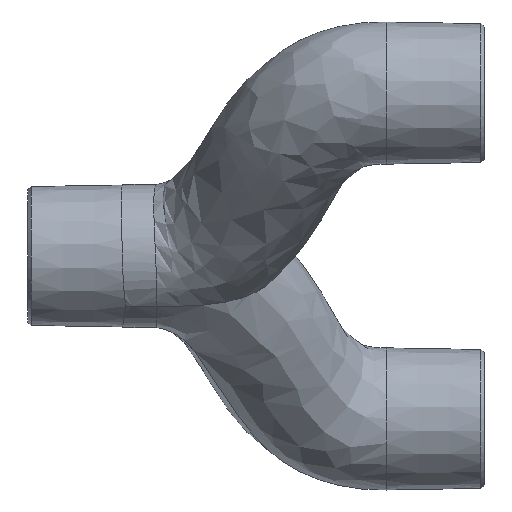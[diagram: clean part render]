
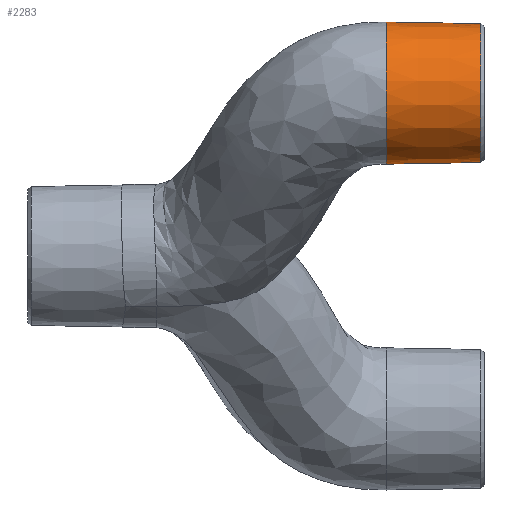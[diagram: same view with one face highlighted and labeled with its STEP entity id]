
A CAD part, left-side view. The second image highlights one B-rep face of the part: STEP entity #2283.
In plain terms, the highlighted conical face has half-angle 1 degrees and reference radius 10.905 mm.
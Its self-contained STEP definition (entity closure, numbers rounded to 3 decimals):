
#1208 = CARTESIAN_POINT ( 'NONE',  ( -25., 0., 35.905 ) ) ;
#1356 = CARTESIAN_POINT ( 'NONE',  ( -25., 0., 25. ) ) ;
#2090 = DIRECTION ( 'NONE',  ( 0., 1., 0. ) ) ;
#2283 = ADVANCED_FACE ( 'NONE', ( #22576 ), #13544, .T. ) ;
#2361 = CARTESIAN_POINT ( 'NONE',  ( -25., -14.5, 14.348 ) ) ;
#2648 = AXIS2_PLACEMENT_3D ( 'NONE', #29726, #30028, #27858 ) ;
#2795 = VERTEX_POINT ( 'NONE', #1208 ) ;
#4571 = DIRECTION ( 'NONE',  ( 0., 0., 1. ) ) ;
#6435 = CIRCLE ( 'NONE', #10409, 10.652 ) ;
#7222 = EDGE_CURVE ( 'NONE', #26633, #2795, #20036, .T. ) ;
#7440 = VERTEX_POINT ( 'NONE', #2361 ) ;
#8076 = CARTESIAN_POINT ( 'NONE',  ( -25., 0., 14.095 ) ) ;
#8733 = ORIENTED_EDGE ( 'NONE', *, *, #7222, .T. ) ;
#9454 = ORIENTED_EDGE ( 'NONE', *, *, #29718, .F. ) ;
#10409 = AXIS2_PLACEMENT_3D ( 'NONE', #13861, #2090, #4571 ) ;
#11866 = VECTOR ( 'NONE', #19995, 1000. ) ;
#12412 = LINE ( 'NONE', #8076, #11866 ) ;
#13049 = CARTESIAN_POINT ( 'NONE',  ( -25., -14.5, 35.652 ) ) ;
#13544 = CONICAL_SURFACE ( 'NONE', #19310, 10.905, 0.017 ) ;
#13617 = CARTESIAN_POINT ( 'NONE',  ( -25., 0., 14.095 ) ) ;
#13820 = EDGE_CURVE ( 'NONE', #7440, #26633, #6435, .T. ) ;
#13861 = CARTESIAN_POINT ( 'NONE',  ( -25., -14.5, 25. ) ) ;
#14568 = ORIENTED_EDGE ( 'NONE', *, *, #20471, .T. ) ;
#14945 = DIRECTION ( 'NONE',  ( 0., 1., 0.017 ) ) ;
#15314 = DIRECTION ( 'NONE',  ( 0., 0., -1. ) ) ;
#19310 = AXIS2_PLACEMENT_3D ( 'NONE', #1356, #29395, #15314 ) ;
#19480 = CIRCLE ( 'NONE', #2648, 10.905 ) ;
#19890 = CARTESIAN_POINT ( 'NONE',  ( -25., 0., 35.905 ) ) ;
#19995 = DIRECTION ( 'NONE',  ( 0., 1., -0.017 ) ) ;
#20036 = LINE ( 'NONE', #19890, #25731 ) ;
#20053 = EDGE_LOOP ( 'NONE', ( #29150, #8733, #14568, #9454 ) ) ;
#20471 = EDGE_CURVE ( 'NONE', #2795, #21130, #19480, .T. ) ;
#21130 = VERTEX_POINT ( 'NONE', #13617 ) ;
#22576 = FACE_OUTER_BOUND ( 'NONE', #20053, .T. ) ;
#25731 = VECTOR ( 'NONE', #14945, 1000. ) ;
#26633 = VERTEX_POINT ( 'NONE', #13049 ) ;
#27858 = DIRECTION ( 'NONE',  ( 0., 0., -1. ) ) ;
#29150 = ORIENTED_EDGE ( 'NONE', *, *, #13820, .T. ) ;
#29395 = DIRECTION ( 'NONE',  ( 0., 1., 0. ) ) ;
#29718 = EDGE_CURVE ( 'NONE', #7440, #21130, #12412, .T. ) ;
#29726 = CARTESIAN_POINT ( 'NONE',  ( -25., 0., 25. ) ) ;
#30028 = DIRECTION ( 'NONE',  ( 0., -1., 0. ) ) ;
